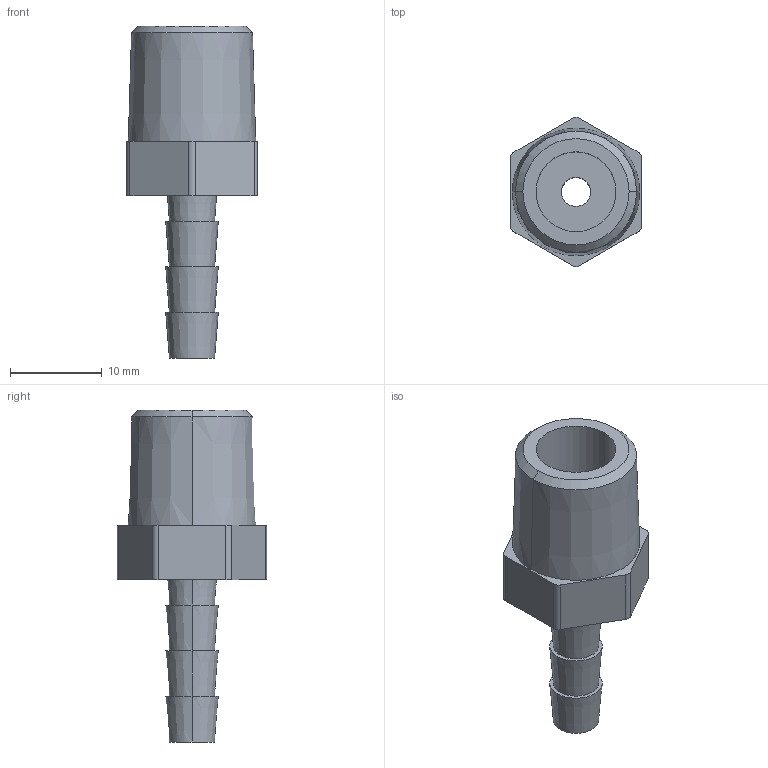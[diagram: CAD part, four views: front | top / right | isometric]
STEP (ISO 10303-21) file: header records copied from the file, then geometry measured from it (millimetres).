
FILE_DESCRIPTION (( 'STEP AP214' ), '1' );
FILE_NAME ('BAHB-316-14N.step', '2017-08-29T20:37:09', ( '' ), ( '' ), 'SwSTEP 2.0', 'SolidWorks 2017', '' );
FILE_SCHEMA (( 'AUTOMOTIVE_DESIGN' ));
Length unit declared in the file: inch
Products named in the file (1): BAHB-316-14N
Bounding box: 14.29 x 16.26 x 36.2 mm (x, y, z)
Volume: 2298.4 mm3; surface area: 2020.4 mm2
Topology: 1 solids, 1 shells, 36 faces, 82 edges, 54 vertices
Faces by surface type: plane 14, cone 12, cylinder 10
Entity records: 1076 total; most frequent: DIRECTION 198, CARTESIAN_POINT 173, ORIENTED_EDGE 164, EDGE_CURVE 82, AXIS2_PLACEMENT_3D 79, VERTEX_POINT 54, EDGE_LOOP 44, CIRCLE 42
